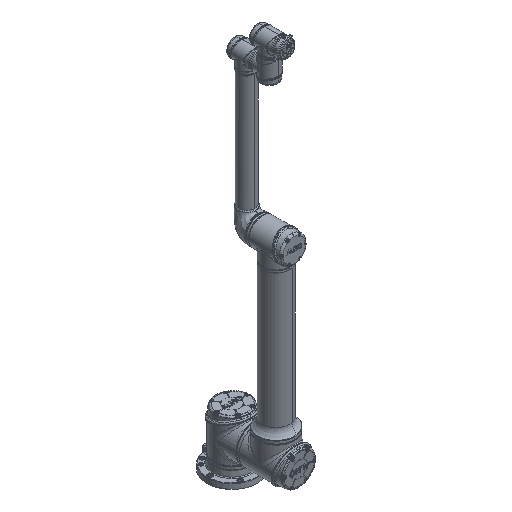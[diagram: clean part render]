
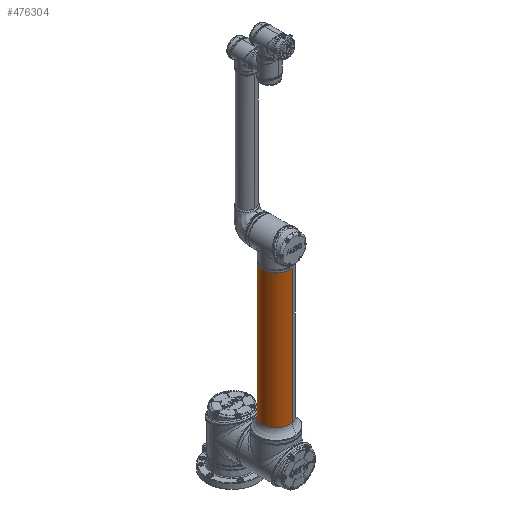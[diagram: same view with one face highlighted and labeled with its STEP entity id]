
A CAD part, isometric view. The second image highlights one B-rep face of the part: STEP entity #476304.
In plain terms, the highlighted cylindrical face has radius 76 mm (diameter 152 mm), a partial arc.
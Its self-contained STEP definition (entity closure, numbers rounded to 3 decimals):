
#6447 = DIRECTION ( 'NONE',  ( -0.983, 0.186, 0. ) ) ;
#9143 = ORIENTED_EDGE ( 'NONE', *, *, #632480, .T. ) ;
#37306 = CARTESIAN_POINT ( 'NONE',  ( -182.671, 14.152, -940.2 ) ) ;
#65037 = ORIENTED_EDGE ( 'NONE', *, *, #363990, .T. ) ;
#88063 = VECTOR ( 'NONE', #326442, 1000. ) ;
#95385 = ORIENTED_EDGE ( 'NONE', *, *, #278217, .F. ) ;
#96549 = LINE ( 'NONE', #319260, #88063 ) ;
#136153 = CIRCLE ( 'NONE', #217942, 76. ) ;
#136599 = EDGE_CURVE ( 'NONE', #432751, #455850, #382703, .T. ) ;
#172380 = VERTEX_POINT ( 'NONE', #37306 ) ;
#217942 = AXIS2_PLACEMENT_3D ( 'NONE', #695879, #582734, #469570 ) ;
#226844 = CARTESIAN_POINT ( 'NONE',  ( -108., 0., -940.2 ) ) ;
#266344 = EDGE_LOOP ( 'NONE', ( #607851, #95385, #65037, #9143 ) ) ;
#278217 = EDGE_CURVE ( 'NONE', #293434, #432751, #136153, .T. ) ;
#293434 = VERTEX_POINT ( 'NONE', #631725 ) ;
#317146 = CARTESIAN_POINT ( 'NONE',  ( -33.329, -14.152, -113. ) ) ;
#319260 = CARTESIAN_POINT ( 'NONE',  ( -182.671, 14.152, -113. ) ) ;
#326442 = DIRECTION ( 'NONE',  ( 0., 0., -1. ) ) ;
#338671 = CARTESIAN_POINT ( 'NONE',  ( -108., 0., -113. ) ) ;
#363990 = EDGE_CURVE ( 'NONE', #293434, #172380, #96549, .T. ) ;
#382703 = LINE ( 'NONE', #317146, #485902 ) ;
#405523 = DIRECTION ( 'NONE',  ( -0.983, 0.186, 0. ) ) ;
#416068 = CIRCLE ( 'NONE', #509351, 76. ) ;
#430333 = DIRECTION ( 'NONE',  ( 0., 0., -1. ) ) ;
#432751 = VERTEX_POINT ( 'NONE', #623740 ) ;
#442435 = AXIS2_PLACEMENT_3D ( 'NONE', #338671, #506629, #6447 ) ;
#449596 = DIRECTION ( 'NONE',  ( 0., 0., 1. ) ) ;
#451275 = CARTESIAN_POINT ( 'NONE',  ( -33.329, -14.152, -940.2 ) ) ;
#455850 = VERTEX_POINT ( 'NONE', #451275 ) ;
#469570 = DIRECTION ( 'NONE',  ( -0.983, 0.186, 0. ) ) ;
#476304 = ADVANCED_FACE ( 'NONE', ( #722112 ), #503033, .T. ) ;
#485902 = VECTOR ( 'NONE', #430333, 1000. ) ;
#503033 = CYLINDRICAL_SURFACE ( 'NONE', #442435, 76. ) ;
#506629 = DIRECTION ( 'NONE',  ( 0., 0., -1. ) ) ;
#509351 = AXIS2_PLACEMENT_3D ( 'NONE', #226844, #449596, #405523 ) ;
#582734 = DIRECTION ( 'NONE',  ( 0., 0., 1. ) ) ;
#607851 = ORIENTED_EDGE ( 'NONE', *, *, #136599, .F. ) ;
#623740 = CARTESIAN_POINT ( 'NONE',  ( -33.329, -14.152, -190. ) ) ;
#631725 = CARTESIAN_POINT ( 'NONE',  ( -182.671, 14.152, -190. ) ) ;
#632480 = EDGE_CURVE ( 'NONE', #172380, #455850, #416068, .T. ) ;
#695879 = CARTESIAN_POINT ( 'NONE',  ( -108., 0., -190. ) ) ;
#722112 = FACE_OUTER_BOUND ( 'NONE', #266344, .T. ) ;
